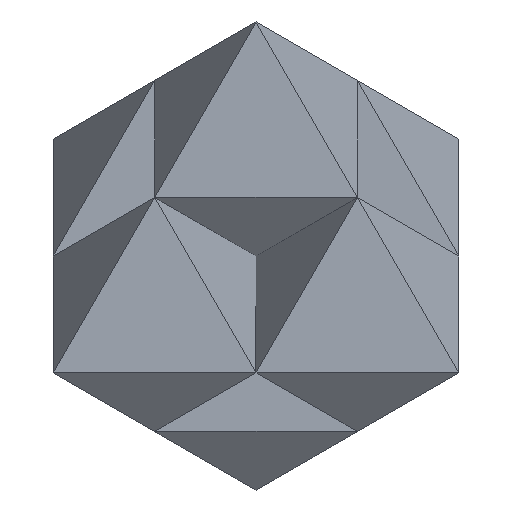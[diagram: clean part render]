
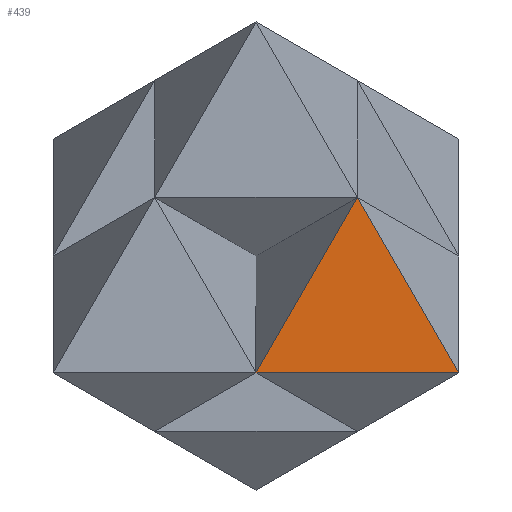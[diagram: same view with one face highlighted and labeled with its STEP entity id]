
A CAD part, isometric view. The second image highlights one B-rep face of the part: STEP entity #439.
In plain terms, the highlighted free-form (B-spline) face has degree [1, 1] with [2, 2] control points.
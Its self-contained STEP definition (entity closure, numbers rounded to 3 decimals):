
#322 = VERTEX_POINT('',#323);
#323 = CARTESIAN_POINT('',(0.,-21.333,
    21.333));
#372 = VERTEX_POINT('',#373);
#373 = CARTESIAN_POINT('',(-21.333,-21.333,
    0.));
#378 = EDGE_CURVE('',#372,#322,#379,.T.);
#379 = B_SPLINE_CURVE_WITH_KNOTS('',1,(#380,#381),.UNSPECIFIED.,.F.,.F.,
  (2,2),(0.,35.921),.PIECEWISE_BEZIER_KNOTS.);
#380 = CARTESIAN_POINT('',(-21.333,-21.333,
    0.));
#381 = CARTESIAN_POINT('',(0.,-21.333,
    21.333));
#407 = EDGE_CURVE('',#322,#408,#410,.T.);
#408 = VERTEX_POINT('',#409);
#409 = CARTESIAN_POINT('',(0.,-42.666,
    0.));
#410 = B_SPLINE_CURVE_WITH_KNOTS('',1,(#411,#412),.UNSPECIFIED.,.F.,.F.,
  (2,2),(0.,35.921),.PIECEWISE_BEZIER_KNOTS.);
#411 = CARTESIAN_POINT('',(0.,-21.333,
    21.333));
#412 = CARTESIAN_POINT('',(0.,-42.666,
    0.));
#439 = ADVANCED_FACE('',(#440),#449,.T.);
#440 = FACE_BOUND('',#441,.T.);
#441 = EDGE_LOOP('',(#442,#447,#448));
#442 = ORIENTED_EDGE('',*,*,#443,.T.);
#443 = EDGE_CURVE('',#372,#408,#444,.T.);
#444 = B_SPLINE_CURVE_WITH_KNOTS('',1,(#445,#446),.UNSPECIFIED.,.F.,.F.,
  (2,2),(0.,35.921),.PIECEWISE_BEZIER_KNOTS.);
#445 = CARTESIAN_POINT('',(-21.333,-21.333,
    0.));
#446 = CARTESIAN_POINT('',(0.,-42.666,
    0.));
#447 = ORIENTED_EDGE('',*,*,#407,.F.);
#448 = ORIENTED_EDGE('',*,*,#378,.F.);
#449 = B_SPLINE_SURFACE_WITH_KNOTS('',1,1,(
    (#450,#451)
    ,(#452,#453
    )),.UNSPECIFIED.,.F.,.F.,.F.,(2,2),(2,2),(-17.961,
    17.961),(-10.37,20.739),
  .PIECEWISE_BEZIER_KNOTS.);
#450 = CARTESIAN_POINT('',(0.,-21.333,
    21.333));
#451 = CARTESIAN_POINT('',(10.667,-42.666,
    10.667));
#452 = CARTESIAN_POINT('',(-21.333,-21.333,
    0.));
#453 = CARTESIAN_POINT('',(-10.667,-42.666,-10.667
    ));
